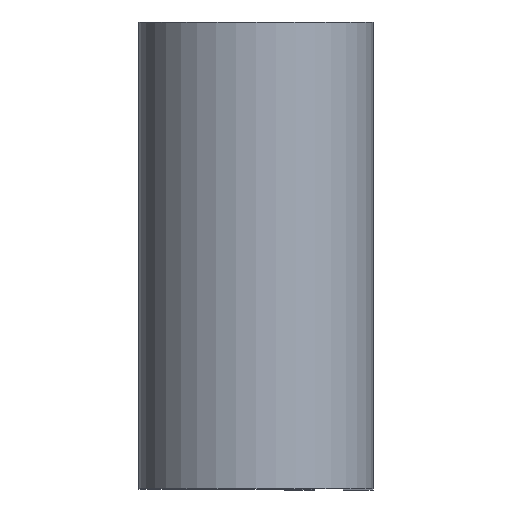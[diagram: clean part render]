
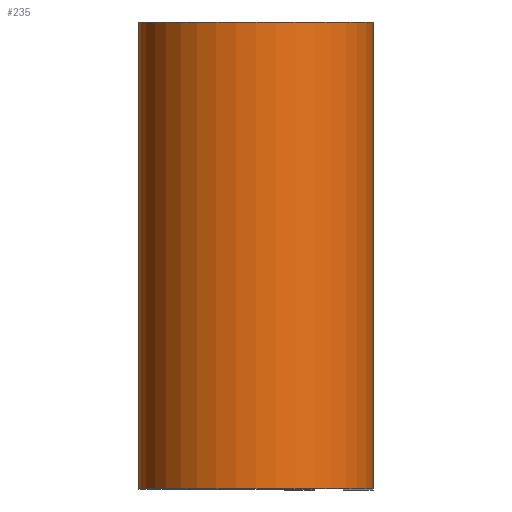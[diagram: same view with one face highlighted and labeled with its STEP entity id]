
A CAD part, top view. The second image highlights one B-rep face of the part: STEP entity #235.
In plain terms, the highlighted cylindrical face has radius 3.188 mm (diameter 6.375 mm), a partial arc.
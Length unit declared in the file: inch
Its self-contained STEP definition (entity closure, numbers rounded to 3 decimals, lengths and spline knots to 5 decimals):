
#7 = CARTESIAN_POINT ( 'NONE',  ( 0., -0.25, 0.187 ) ) ;
#14 = EDGE_CURVE ( 'NONE', #809, #148, #824, .T. ) ;
#19 = CARTESIAN_POINT ( 'NONE',  ( 0.1255, -0.25, 0.187 ) ) ;
#26 = DIRECTION ( 'NONE',  ( 0., 0., -1. ) ) ;
#69 = DIRECTION ( 'NONE',  ( 1., 0., 0. ) ) ;
#92 = CARTESIAN_POINT ( 'NONE',  ( -0.1255, -0.25, 0.187 ) ) ;
#148 = VERTEX_POINT ( 'NONE', #19 ) ;
#149 = ORIENTED_EDGE ( 'NONE', *, *, #510, .F. ) ;
#178 = CARTESIAN_POINT ( 'NONE',  ( 0., 0.25, 0.187 ) ) ;
#189 = CARTESIAN_POINT ( 'NONE',  ( 0.1255, 0.25, 0.187 ) ) ;
#228 = CARTESIAN_POINT ( 'NONE',  ( 0., 0.25, 0.187 ) ) ;
#235 = ADVANCED_FACE ( 'NONE', ( #849 ), #317, .T. ) ;
#247 = DIRECTION ( 'NONE',  ( 1., 0., 0. ) ) ;
#256 = EDGE_LOOP ( 'NONE', ( #695, #411, #149, #706 ) ) ;
#317 = CYLINDRICAL_SURFACE ( 'NONE', #399, 0.1255 ) ;
#318 = VECTOR ( 'NONE', #776, 39.37008 ) ;
#362 = AXIS2_PLACEMENT_3D ( 'NONE', #7, #478, #69 ) ;
#397 = DIRECTION ( 'NONE',  ( 0., -1., 0. ) ) ;
#399 = AXIS2_PLACEMENT_3D ( 'NONE', #228, #713, #26 ) ;
#411 = ORIENTED_EDGE ( 'NONE', *, *, #630, .F. ) ;
#423 = VECTOR ( 'NONE', #397, 39.37008 ) ;
#458 = AXIS2_PLACEMENT_3D ( 'NONE', #178, #664, #247 ) ;
#478 = DIRECTION ( 'NONE',  ( 0., 1., 0. ) ) ;
#495 = LINE ( 'NONE', #574, #318 ) ;
#501 = CIRCLE ( 'NONE', #458, 0.1255 ) ;
#510 = EDGE_CURVE ( 'NONE', #742, #651, #501, .T. ) ;
#525 = CARTESIAN_POINT ( 'NONE',  ( 0.1255, 0.25, 0.187 ) ) ;
#574 = CARTESIAN_POINT ( 'NONE',  ( -0.1255, 0.25, 0.187 ) ) ;
#600 = LINE ( 'NONE', #525, #423 ) ;
#630 = EDGE_CURVE ( 'NONE', #651, #148, #600, .T. ) ;
#651 = VERTEX_POINT ( 'NONE', #189 ) ;
#664 = DIRECTION ( 'NONE',  ( 0., 1., 0. ) ) ;
#695 = ORIENTED_EDGE ( 'NONE', *, *, #14, .T. ) ;
#706 = ORIENTED_EDGE ( 'NONE', *, *, #819, .T. ) ;
#713 = DIRECTION ( 'NONE',  ( 0., -1., 0. ) ) ;
#742 = VERTEX_POINT ( 'NONE', #870 ) ;
#776 = DIRECTION ( 'NONE',  ( 0., -1., 0. ) ) ;
#809 = VERTEX_POINT ( 'NONE', #92 ) ;
#819 = EDGE_CURVE ( 'NONE', #742, #809, #495, .T. ) ;
#824 = CIRCLE ( 'NONE', #362, 0.1255 ) ;
#849 = FACE_OUTER_BOUND ( 'NONE', #256, .T. ) ;
#870 = CARTESIAN_POINT ( 'NONE',  ( -0.1255, 0.25, 0.187 ) ) ;
